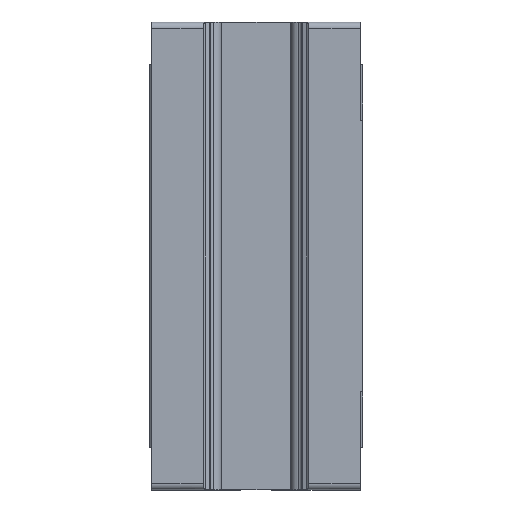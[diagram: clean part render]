
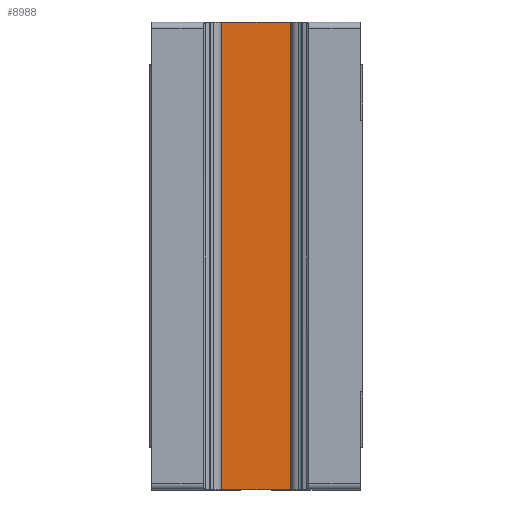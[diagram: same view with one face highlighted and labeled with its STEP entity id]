
A CAD part, front view. The second image highlights one B-rep face of the part: STEP entity #8988.
In plain terms, the highlighted planar face has unit normal (0, -1, 0).
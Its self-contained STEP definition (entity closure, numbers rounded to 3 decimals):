
#2037 = PLANE ( 'NONE',  #11073 ) ;
#2040 = CARTESIAN_POINT ( 'NONE',  ( -8.78, 5.8, 95.5 ) ) ;
#2045 = DIRECTION ( 'NONE',  ( 0., 1., 0. ) ) ;
#2046 = DIRECTION ( 'NONE',  ( 0., 0., 1. ) ) ;
#3333 = EDGE_CURVE ( 'NONE', #15202, #15088, #9242, .T. ) ;
#3893 = EDGE_CURVE ( 'NONE', #15088, #17234, #11259, .T. ) ;
#3894 = EDGE_CURVE ( 'NONE', #15202, #15285, #11257, .T. ) ;
#5601 = DIRECTION ( 'NONE',  ( 0., 0., -1. ) ) ;
#5604 = CARTESIAN_POINT ( 'NONE',  ( -8.78, 5.8, 95.5 ) ) ;
#6436 = CARTESIAN_POINT ( 'NONE',  ( 8.78, 5.8, 95.5 ) ) ;
#6497 = DIRECTION ( 'NONE',  ( 0., 0., -1. ) ) ;
#6818 = FACE_OUTER_BOUND ( 'NONE', #16740, .T. ) ;
#8988 = ADVANCED_FACE ( 'NONE', ( #6818 ), #2037, .F. ) ;
#9241 = VECTOR ( 'NONE', #14542, 1000. ) ;
#9242 = LINE ( 'NONE', #14543, #9241 ) ;
#10544 = LINE ( 'NONE', #16113, #10545 ) ;
#10545 = VECTOR ( 'NONE', #16114, 1000. ) ;
#11073 = AXIS2_PLACEMENT_3D ( 'NONE', #2040, #2045, #2046 ) ;
#11252 = VECTOR ( 'NONE', #5601, 1000. ) ;
#11254 = VECTOR ( 'NONE', #6497, 1000. ) ;
#11257 = LINE ( 'NONE', #5604, #11252 ) ;
#11259 = LINE ( 'NONE', #6436, #11254 ) ;
#12879 = CARTESIAN_POINT ( 'NONE',  ( 8.78, 5.8, 95.45 ) ) ;
#14542 = DIRECTION ( 'NONE',  ( 1., 0., 0. ) ) ;
#14543 = CARTESIAN_POINT ( 'NONE',  ( -23.5, 5.8, 95.45 ) ) ;
#15088 = VERTEX_POINT ( 'NONE', #12879 ) ;
#15202 = VERTEX_POINT ( 'NONE', #15671 ) ;
#15285 = VERTEX_POINT ( 'NONE', #15754 ) ;
#15602 = EDGE_CURVE ( 'NONE', #15285, #17234, #10544, .T. ) ;
#15671 = CARTESIAN_POINT ( 'NONE',  ( -8.78, 5.8, 95.45 ) ) ;
#15754 = CARTESIAN_POINT ( 'NONE',  ( -8.78, 5.8, -9.45 ) ) ;
#16113 = CARTESIAN_POINT ( 'NONE',  ( -8.78, 5.8, -9.45 ) ) ;
#16114 = DIRECTION ( 'NONE',  ( 1., 0., 0. ) ) ;
#16419 = CARTESIAN_POINT ( 'NONE',  ( 8.78, 5.8, -9.45 ) ) ;
#16740 = EDGE_LOOP ( 'NONE', ( #17062, #17063, #17108, #17057 ) ) ;
#17057 = ORIENTED_EDGE ( 'NONE', *, *, #3333, .F. ) ;
#17062 = ORIENTED_EDGE ( 'NONE', *, *, #3894, .T. ) ;
#17063 = ORIENTED_EDGE ( 'NONE', *, *, #15602, .T. ) ;
#17108 = ORIENTED_EDGE ( 'NONE', *, *, #3893, .F. ) ;
#17234 = VERTEX_POINT ( 'NONE', #16419 ) ;
